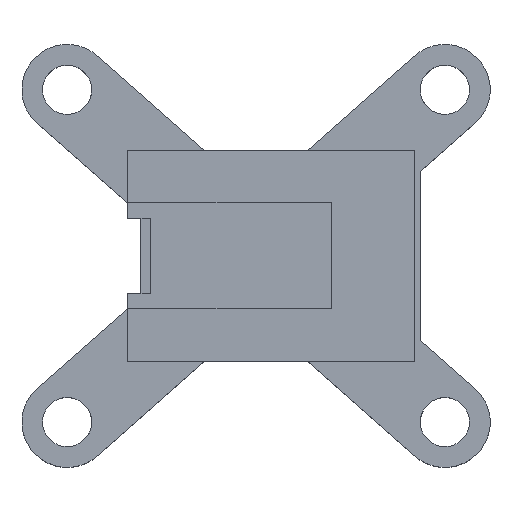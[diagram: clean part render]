
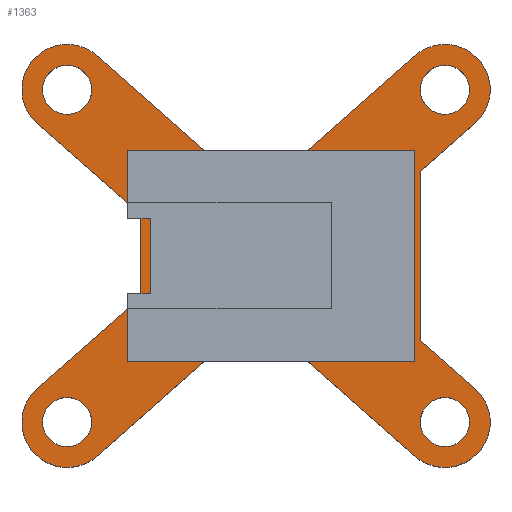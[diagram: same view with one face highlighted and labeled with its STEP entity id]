
A CAD part, top view. The second image highlights one B-rep face of the part: STEP entity #1363.
In plain terms, the highlighted planar face has unit normal (0, 0, 1).
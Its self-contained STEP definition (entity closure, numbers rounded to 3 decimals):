
#35=FACE_BOUND('',#203,.T.);
#36=FACE_BOUND('',#204,.T.);
#37=FACE_BOUND('',#205,.T.);
#38=FACE_BOUND('',#206,.T.);
#39=FACE_BOUND('',#207,.T.);
#40=FACE_BOUND('',#208,.T.);
#41=FACE_BOUND('',#209,.T.);
#42=FACE_BOUND('',#210,.T.);
#43=FACE_BOUND('',#211,.T.);
#54=CIRCLE('',#1422,1.5);
#55=CIRCLE('',#1424,1.5);
#56=CIRCLE('',#1426,1.5);
#57=CIRCLE('',#1428,1.5);
#66=CIRCLE('',#1456,3.25);
#68=CIRCLE('',#1460,3.25);
#70=CIRCLE('',#1463,3.25);
#72=CIRCLE('',#1467,6.);
#73=CIRCLE('',#1468,6.);
#74=CIRCLE('',#1469,6.);
#75=CIRCLE('',#1470,6.);
#76=CIRCLE('',#1471,3.25);
#127=FACE_OUTER_BOUND('',#202,.T.);
#202=EDGE_LOOP('',(#1123,#1124,#1125,#1126,#1127,#1128,#1129,#1130,#1131,
#1132,#1133,#1134,#1135,#1136,#1137,#1138));
#203=EDGE_LOOP('',(#1139));
#204=EDGE_LOOP('',(#1140));
#205=EDGE_LOOP('',(#1141));
#206=EDGE_LOOP('',(#1142));
#207=EDGE_LOOP('',(#1143,#1144,#1145,#1146));
#208=EDGE_LOOP('',(#1147));
#209=EDGE_LOOP('',(#1148));
#210=EDGE_LOOP('',(#1149));
#211=EDGE_LOOP('',(#1150));
#343=LINE('',#2107,#503);
#350=LINE('',#2128,#510);
#353=LINE('',#2135,#513);
#354=LINE('',#2139,#514);
#355=LINE('',#2141,#515);
#356=LINE('',#2143,#516);
#357=LINE('',#2147,#517);
#358=LINE('',#2149,#518);
#359=LINE('',#2151,#519);
#360=LINE('',#2155,#520);
#361=LINE('',#2157,#521);
#362=LINE('',#2159,#522);
#363=LINE('',#2163,#523);
#364=LINE('',#2164,#524);
#365=LINE('',#2166,#525);
#366=LINE('',#2167,#526);
#503=VECTOR('',#1724,10.);
#510=VECTOR('',#1745,10.);
#513=VECTOR('',#1750,10.);
#514=VECTOR('',#1753,10.);
#515=VECTOR('',#1754,10.);
#516=VECTOR('',#1755,10.);
#517=VECTOR('',#1758,10.);
#518=VECTOR('',#1759,10.);
#519=VECTOR('',#1760,10.);
#520=VECTOR('',#1763,10.);
#521=VECTOR('',#1764,10.);
#522=VECTOR('',#1765,10.);
#523=VECTOR('',#1768,10.);
#524=VECTOR('',#1769,10.);
#525=VECTOR('',#1770,10.);
#526=VECTOR('',#1771,10.);
#595=VERTEX_POINT('',#1966);
#596=VERTEX_POINT('',#1970);
#597=VERTEX_POINT('',#1974);
#598=VERTEX_POINT('',#1978);
#639=VERTEX_POINT('',#2098);
#641=VERTEX_POINT('',#2104);
#642=VERTEX_POINT('',#2106);
#645=VERTEX_POINT('',#2115);
#647=VERTEX_POINT('',#2121);
#649=VERTEX_POINT('',#2127);
#651=VERTEX_POINT('',#2133);
#652=VERTEX_POINT('',#2134);
#653=VERTEX_POINT('',#2136);
#654=VERTEX_POINT('',#2138);
#655=VERTEX_POINT('',#2140);
#656=VERTEX_POINT('',#2142);
#657=VERTEX_POINT('',#2144);
#658=VERTEX_POINT('',#2146);
#659=VERTEX_POINT('',#2148);
#660=VERTEX_POINT('',#2150);
#661=VERTEX_POINT('',#2152);
#662=VERTEX_POINT('',#2154);
#663=VERTEX_POINT('',#2156);
#664=VERTEX_POINT('',#2158);
#665=VERTEX_POINT('',#2160);
#666=VERTEX_POINT('',#2162);
#667=VERTEX_POINT('',#2165);
#668=VERTEX_POINT('',#2168);
#740=EDGE_CURVE('',#595,#595,#54,.T.);
#742=EDGE_CURVE('',#596,#596,#55,.T.);
#744=EDGE_CURVE('',#597,#597,#56,.T.);
#746=EDGE_CURVE('',#598,#598,#57,.T.);
#805=EDGE_CURVE('',#639,#639,#66,.T.);
#809=EDGE_CURVE('',#642,#641,#343,.T.);
#814=EDGE_CURVE('',#645,#645,#68,.T.);
#817=EDGE_CURVE('',#647,#647,#70,.T.);
#820=EDGE_CURVE('',#649,#642,#350,.T.);
#823=EDGE_CURVE('',#651,#652,#353,.T.);
#824=EDGE_CURVE('',#652,#653,#72,.T.);
#825=EDGE_CURVE('',#653,#654,#354,.T.);
#826=EDGE_CURVE('',#654,#655,#355,.T.);
#827=EDGE_CURVE('',#655,#656,#356,.T.);
#828=EDGE_CURVE('',#656,#657,#73,.T.);
#829=EDGE_CURVE('',#657,#658,#357,.T.);
#830=EDGE_CURVE('',#658,#659,#358,.T.);
#831=EDGE_CURVE('',#659,#660,#359,.T.);
#832=EDGE_CURVE('',#660,#661,#74,.T.);
#833=EDGE_CURVE('',#661,#662,#360,.T.);
#834=EDGE_CURVE('',#662,#663,#361,.T.);
#835=EDGE_CURVE('',#663,#664,#362,.T.);
#836=EDGE_CURVE('',#664,#665,#75,.T.);
#837=EDGE_CURVE('',#665,#666,#363,.T.);
#838=EDGE_CURVE('',#666,#651,#364,.T.);
#839=EDGE_CURVE('',#641,#667,#365,.T.);
#840=EDGE_CURVE('',#667,#649,#366,.T.);
#841=EDGE_CURVE('',#668,#668,#76,.T.);
#1123=ORIENTED_EDGE('',*,*,#823,.T.);
#1124=ORIENTED_EDGE('',*,*,#824,.T.);
#1125=ORIENTED_EDGE('',*,*,#825,.T.);
#1126=ORIENTED_EDGE('',*,*,#826,.T.);
#1127=ORIENTED_EDGE('',*,*,#827,.T.);
#1128=ORIENTED_EDGE('',*,*,#828,.T.);
#1129=ORIENTED_EDGE('',*,*,#829,.T.);
#1130=ORIENTED_EDGE('',*,*,#830,.T.);
#1131=ORIENTED_EDGE('',*,*,#831,.T.);
#1132=ORIENTED_EDGE('',*,*,#832,.T.);
#1133=ORIENTED_EDGE('',*,*,#833,.T.);
#1134=ORIENTED_EDGE('',*,*,#834,.T.);
#1135=ORIENTED_EDGE('',*,*,#835,.T.);
#1136=ORIENTED_EDGE('',*,*,#836,.T.);
#1137=ORIENTED_EDGE('',*,*,#837,.T.);
#1138=ORIENTED_EDGE('',*,*,#838,.T.);
#1139=ORIENTED_EDGE('',*,*,#740,.T.);
#1140=ORIENTED_EDGE('',*,*,#742,.T.);
#1141=ORIENTED_EDGE('',*,*,#744,.T.);
#1142=ORIENTED_EDGE('',*,*,#746,.T.);
#1143=ORIENTED_EDGE('',*,*,#820,.T.);
#1144=ORIENTED_EDGE('',*,*,#809,.T.);
#1145=ORIENTED_EDGE('',*,*,#839,.T.);
#1146=ORIENTED_EDGE('',*,*,#840,.T.);
#1147=ORIENTED_EDGE('',*,*,#841,.T.);
#1148=ORIENTED_EDGE('',*,*,#817,.T.);
#1149=ORIENTED_EDGE('',*,*,#814,.T.);
#1150=ORIENTED_EDGE('',*,*,#805,.T.);
#1301=PLANE('',#1466);
#1363=ADVANCED_FACE('',(#127,#35,#36,#37,#38,#39,#40,#41,#42,#43),#1301,
 .T.);
#1422=AXIS2_PLACEMENT_3D('',#1968,#1595,#1596);
#1424=AXIS2_PLACEMENT_3D('',#1972,#1600,#1601);
#1426=AXIS2_PLACEMENT_3D('',#1976,#1605,#1606);
#1428=AXIS2_PLACEMENT_3D('',#1980,#1610,#1611);
#1456=AXIS2_PLACEMENT_3D('',#2099,#1716,#1717);
#1460=AXIS2_PLACEMENT_3D('',#2116,#1731,#1732);
#1463=AXIS2_PLACEMENT_3D('',#2122,#1738,#1739);
#1466=AXIS2_PLACEMENT_3D('',#2132,#1748,#1749);
#1467=AXIS2_PLACEMENT_3D('',#2137,#1751,#1752);
#1468=AXIS2_PLACEMENT_3D('',#2145,#1756,#1757);
#1469=AXIS2_PLACEMENT_3D('',#2153,#1761,#1762);
#1470=AXIS2_PLACEMENT_3D('',#2161,#1766,#1767);
#1471=AXIS2_PLACEMENT_3D('',#2169,#1772,#1773);
#1595=DIRECTION('center_axis',(0.,0.,-1.));
#1596=DIRECTION('ref_axis',(-1.,0.,0.));
#1600=DIRECTION('center_axis',(0.,0.,-1.));
#1601=DIRECTION('ref_axis',(-1.,0.,0.));
#1605=DIRECTION('center_axis',(0.,0.,-1.));
#1606=DIRECTION('ref_axis',(-1.,0.,0.));
#1610=DIRECTION('center_axis',(0.,0.,-1.));
#1611=DIRECTION('ref_axis',(-1.,0.,0.));
#1716=DIRECTION('center_axis',(0.,0.,-1.));
#1717=DIRECTION('ref_axis',(1.,0.,0.));
#1724=DIRECTION('',(0.,1.,0.));
#1731=DIRECTION('center_axis',(0.,0.,-1.));
#1732=DIRECTION('ref_axis',(1.,0.,0.));
#1738=DIRECTION('center_axis',(0.,0.,-1.));
#1739=DIRECTION('ref_axis',(1.,0.,0.));
#1745=DIRECTION('',(-1.,0.,0.));
#1748=DIRECTION('center_axis',(0.,0.,1.));
#1749=DIRECTION('ref_axis',(1.,0.,0.));
#1750=DIRECTION('',(-0.751,0.661,0.));
#1751=DIRECTION('center_axis',(0.,0.,1.));
#1752=DIRECTION('ref_axis',(1.,0.,0.));
#1753=DIRECTION('',(0.751,-0.661,0.));
#1754=DIRECTION('',(0.,-1.,0.));
#1755=DIRECTION('',(-0.751,-0.661,0.));
#1756=DIRECTION('center_axis',(0.,0.,1.));
#1757=DIRECTION('ref_axis',(1.,0.,0.));
#1758=DIRECTION('',(0.751,0.661,0.));
#1759=DIRECTION('',(1.,0.,0.));
#1760=DIRECTION('',(0.751,-0.661,0.));
#1761=DIRECTION('center_axis',(0.,0.,1.));
#1762=DIRECTION('ref_axis',(1.,0.,0.));
#1763=DIRECTION('',(-0.751,0.661,0.));
#1764=DIRECTION('',(0.,1.,0.));
#1765=DIRECTION('',(0.751,0.661,0.));
#1766=DIRECTION('center_axis',(0.,0.,1.));
#1767=DIRECTION('ref_axis',(1.,0.,0.));
#1768=DIRECTION('',(-0.751,-0.661,0.));
#1769=DIRECTION('',(-1.,0.,0.));
#1770=DIRECTION('',(1.,0.,0.));
#1771=DIRECTION('',(0.,-1.,0.));
#1772=DIRECTION('center_axis',(0.,0.,-1.));
#1773=DIRECTION('ref_axis',(1.,0.,0.));
#1966=CARTESIAN_POINT('',(-5.5,30.,10.));
#1968=CARTESIAN_POINT('Origin',(-7.,30.,10.));
#1970=CARTESIAN_POINT('',(-37.5,29.5,10.));
#1972=CARTESIAN_POINT('Origin',(-39.,29.5,10.));
#1974=CARTESIAN_POINT('',(-4.5,6.,10.));
#1976=CARTESIAN_POINT('Origin',(-6.,6.,10.));
#1978=CARTESIAN_POINT('',(-38.5,8.,10.));
#1980=CARTESIAN_POINT('Origin',(-40.,8.,10.));
#2098=CARTESIAN_POINT('',(-53.25,40.,10.));
#2099=CARTESIAN_POINT('Origin',(-50.,40.,10.));
#2104=CARTESIAN_POINT('',(-38.307,27.71,10.));
#2106=CARTESIAN_POINT('',(-38.307,8.29,10.));
#2107=CARTESIAN_POINT('',(-38.307,8.29,10.));
#2115=CARTESIAN_POINT('',(-53.25,-4.,10.));
#2116=CARTESIAN_POINT('Origin',(-50.,-4.,10.));
#2121=CARTESIAN_POINT('',(-3.25,40.,10.));
#2122=CARTESIAN_POINT('Origin',(0.,40.,10.));
#2127=CARTESIAN_POINT('',(-5.217,8.29,10.));
#2128=CARTESIAN_POINT('',(-5.217,8.29,10.));
#2132=CARTESIAN_POINT('Origin',(-25.,18.,10.));
#2133=CARTESIAN_POINT('',(-29.243,29.71,10.));
#2134=CARTESIAN_POINT('',(-45.757,44.243,10.));
#2135=CARTESIAN_POINT('',(4.243,0.243,10.));
#2136=CARTESIAN_POINT('',(-54.243,35.757,10.));
#2137=CARTESIAN_POINT('Origin',(-50.,40.,10.));
#2138=CARTESIAN_POINT('',(-40.307,23.494,10.));
#2139=CARTESIAN_POINT('',(-4.243,-8.243,10.));
#2140=CARTESIAN_POINT('',(-40.307,12.506,10.));
#2141=CARTESIAN_POINT('',(-40.307,12.506,10.));
#2142=CARTESIAN_POINT('',(-54.243,0.243,10.));
#2143=CARTESIAN_POINT('',(-54.243,0.243,10.));
#2144=CARTESIAN_POINT('',(-45.757,-8.243,10.));
#2145=CARTESIAN_POINT('Origin',(-50.,-4.,10.));
#2146=CARTESIAN_POINT('',(-29.243,6.29,10.));
#2147=CARTESIAN_POINT('',(4.243,35.757,10.));
#2148=CARTESIAN_POINT('',(-20.757,6.29,10.));
#2149=CARTESIAN_POINT('',(-20.757,6.29,10.));
#2150=CARTESIAN_POINT('',(-4.243,-8.243,10.));
#2151=CARTESIAN_POINT('',(-4.243,-8.243,10.));
#2152=CARTESIAN_POINT('',(4.243,0.243,10.));
#2153=CARTESIAN_POINT('Origin',(0.,-4.,
10.));
#2154=CARTESIAN_POINT('',(-3.217,6.807,10.));
#2155=CARTESIAN_POINT('',(4.243,0.243,10.));
#2156=CARTESIAN_POINT('',(-3.217,29.193,10.));
#2157=CARTESIAN_POINT('',(-3.217,6.807,10.));
#2158=CARTESIAN_POINT('',(4.243,35.757,10.));
#2159=CARTESIAN_POINT('',(4.243,35.757,10.));
#2160=CARTESIAN_POINT('',(-4.243,44.243,10.));
#2161=CARTESIAN_POINT('Origin',(0.,40.,10.));
#2162=CARTESIAN_POINT('',(-20.757,29.71,10.));
#2163=CARTESIAN_POINT('',(-54.243,0.243,10.));
#2164=CARTESIAN_POINT('',(-20.757,29.71,10.));
#2165=CARTESIAN_POINT('',(-5.217,27.71,10.));
#2166=CARTESIAN_POINT('',(-31.654,27.71,10.));
#2167=CARTESIAN_POINT('',(-5.217,22.855,10.));
#2168=CARTESIAN_POINT('',(-3.25,-4.,10.));
#2169=CARTESIAN_POINT('Origin',(0.,-4.,
10.));
